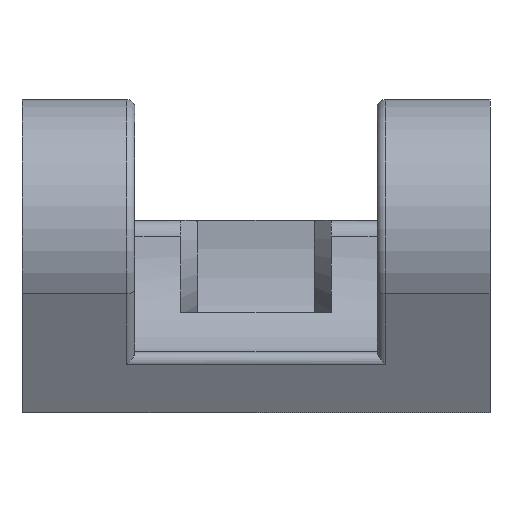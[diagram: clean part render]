
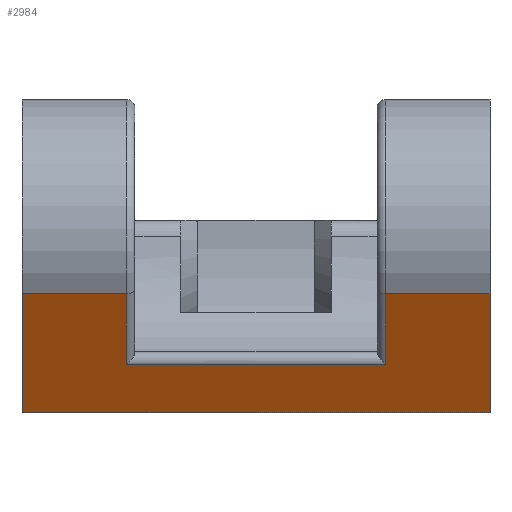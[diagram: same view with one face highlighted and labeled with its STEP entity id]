
A CAD part, front view. The second image highlights one B-rep face of the part: STEP entity #2984.
In plain terms, the highlighted planar face has unit normal (0, -0.866, -0.5).
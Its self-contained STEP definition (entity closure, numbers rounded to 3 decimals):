
#69 = ORIENTED_EDGE ( 'NONE', *, *, #1781, .T. ) ;
#243 = DIRECTION ( 'NONE',  ( -1., 0., 0. ) ) ;
#249 = VERTEX_POINT ( 'NONE', #3473 ) ;
#284 = DIRECTION ( 'NONE',  ( 0., 0.866, 0.5 ) ) ;
#426 = VERTEX_POINT ( 'NONE', #2135 ) ;
#486 = CARTESIAN_POINT ( 'NONE',  ( -7.75, -4.262, 2.882 ) ) ;
#550 = CARTESIAN_POINT ( 'NONE',  ( -7.75, -6.712, 7.125 ) ) ;
#705 = EDGE_CURVE ( 'NONE', #426, #3043, #3616, .T. ) ;
#817 = CARTESIAN_POINT ( 'NONE',  ( 14., -6.712, 7.125 ) ) ;
#884 = EDGE_CURVE ( 'NONE', #2628, #1179, #3243, .T. ) ;
#935 = VECTOR ( 'NONE', #3734, 1000. ) ;
#1102 = ORIENTED_EDGE ( 'NONE', *, *, #884, .T. ) ;
#1103 = DIRECTION ( 'NONE',  ( 0., -0.5, 0.866 ) ) ;
#1123 = CARTESIAN_POINT ( 'NONE',  ( -14., -6.712, 7.125 ) ) ;
#1179 = VERTEX_POINT ( 'NONE', #3318 ) ;
#1230 = VERTEX_POINT ( 'NONE', #486 ) ;
#1241 = ORIENTED_EDGE ( 'NONE', *, *, #3611, .F. ) ;
#1353 = CARTESIAN_POINT ( 'NONE',  ( 7.75, -6.712, 7.125 ) ) ;
#1354 = EDGE_CURVE ( 'NONE', #1230, #1755, #2477, .T. ) ;
#1360 = ORIENTED_EDGE ( 'NONE', *, *, #1354, .T. ) ;
#1381 = CARTESIAN_POINT ( 'NONE',  ( 14., -4.262, 2.882 ) ) ;
#1400 = DIRECTION ( 'NONE',  ( 0., 0.5, -0.866 ) ) ;
#1408 = CARTESIAN_POINT ( 'NONE',  ( 14., -6.712, 7.125 ) ) ;
#1423 = VECTOR ( 'NONE', #2726, 1000. ) ;
#1523 = LINE ( 'NONE', #3576, #1423 ) ;
#1571 = LINE ( 'NONE', #817, #2158 ) ;
#1615 = VECTOR ( 'NONE', #2402, 1000. ) ;
#1696 = VECTOR ( 'NONE', #1103, 1000. ) ;
#1755 = VERTEX_POINT ( 'NONE', #3051 ) ;
#1781 = EDGE_CURVE ( 'NONE', #1179, #249, #2057, .T. ) ;
#1817 = EDGE_CURVE ( 'NONE', #249, #1230, #1887, .T. ) ;
#1887 = LINE ( 'NONE', #1381, #3502 ) ;
#1932 = DIRECTION ( 'NONE',  ( 0., 0.5, -0.866 ) ) ;
#1993 = VERTEX_POINT ( 'NONE', #2903 ) ;
#2057 = LINE ( 'NONE', #1353, #2753 ) ;
#2135 = CARTESIAN_POINT ( 'NONE',  ( -14., -6.712, 7.125 ) ) ;
#2158 = VECTOR ( 'NONE', #243, 1000. ) ;
#2235 = ORIENTED_EDGE ( 'NONE', *, *, #3677, .F. ) ;
#2300 = DIRECTION ( 'NONE',  ( 0., -0.5, 0.866 ) ) ;
#2319 = CARTESIAN_POINT ( 'NONE',  ( -14., -2.598, 0. ) ) ;
#2380 = LINE ( 'NONE', #2983, #1615 ) ;
#2402 = DIRECTION ( 'NONE',  ( 0., 0.5, -0.866 ) ) ;
#2477 = LINE ( 'NONE', #550, #1696 ) ;
#2536 = EDGE_LOOP ( 'NONE', ( #1102, #69, #3544, #1360, #2916, #2616, #2235, #1241 ) ) ;
#2566 = FACE_OUTER_BOUND ( 'NONE', #2536, .T. ) ;
#2616 = ORIENTED_EDGE ( 'NONE', *, *, #705, .T. ) ;
#2628 = VERTEX_POINT ( 'NONE', #2828 ) ;
#2726 = DIRECTION ( 'NONE',  ( -1., 0., 0. ) ) ;
#2753 = VECTOR ( 'NONE', #1932, 1000. ) ;
#2828 = CARTESIAN_POINT ( 'NONE',  ( 14., -6.712, 7.125 ) ) ;
#2903 = CARTESIAN_POINT ( 'NONE',  ( 14., -2.598, 0. ) ) ;
#2916 = ORIENTED_EDGE ( 'NONE', *, *, #3401, .T. ) ;
#2923 = VECTOR ( 'NONE', #1400, 1000. ) ;
#2981 = AXIS2_PLACEMENT_3D ( 'NONE', #3143, #284, #2300 ) ;
#2983 = CARTESIAN_POINT ( 'NONE',  ( 14., -6.712, 7.125 ) ) ;
#2984 = ADVANCED_FACE ( 'NONE', ( #2566 ), #3753, .F. ) ;
#3043 = VERTEX_POINT ( 'NONE', #2319 ) ;
#3051 = CARTESIAN_POINT ( 'NONE',  ( -7.75, -6.712, 7.125 ) ) ;
#3143 = CARTESIAN_POINT ( 'NONE',  ( 14., -6.712, 7.125 ) ) ;
#3243 = LINE ( 'NONE', #1408, #935 ) ;
#3318 = CARTESIAN_POINT ( 'NONE',  ( 7.75, -6.712, 7.125 ) ) ;
#3397 = DIRECTION ( 'NONE',  ( -1., 0., 0. ) ) ;
#3401 = EDGE_CURVE ( 'NONE', #1755, #426, #1571, .T. ) ;
#3473 = CARTESIAN_POINT ( 'NONE',  ( 7.75, -4.262, 2.882 ) ) ;
#3502 = VECTOR ( 'NONE', #3397, 1000. ) ;
#3544 = ORIENTED_EDGE ( 'NONE', *, *, #1817, .T. ) ;
#3576 = CARTESIAN_POINT ( 'NONE',  ( 14., -2.598, 0. ) ) ;
#3611 = EDGE_CURVE ( 'NONE', #2628, #1993, #2380, .T. ) ;
#3616 = LINE ( 'NONE', #1123, #2923 ) ;
#3677 = EDGE_CURVE ( 'NONE', #1993, #3043, #1523, .T. ) ;
#3734 = DIRECTION ( 'NONE',  ( -1., 0., 0. ) ) ;
#3753 = PLANE ( 'NONE',  #2981 ) ;
